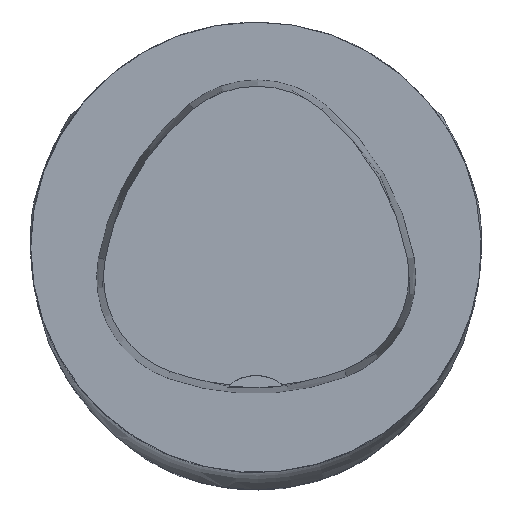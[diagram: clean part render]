
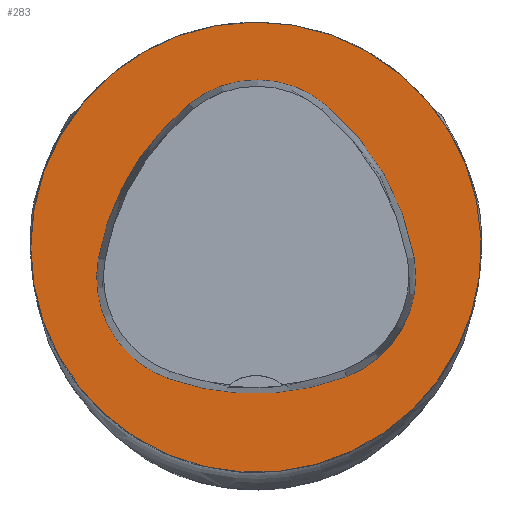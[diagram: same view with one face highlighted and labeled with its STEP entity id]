
A CAD part, top view. The second image highlights one B-rep face of the part: STEP entity #283.
In plain terms, the highlighted planar face has unit normal (0, 0, 1).
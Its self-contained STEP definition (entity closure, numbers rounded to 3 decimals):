
#112=FACE_BOUND('',#481,.T.);
#113=FACE_BOUND('',#482,.T.);
#159=CIRCLE('',#1554,31.5);
#177=CIRCLE('',#1602,36.);
#179=CIRCLE('',#1605,15.);
#181=CIRCLE('',#1608,36.);
#183=CIRCLE('',#1611,15.);
#187=CIRCLE('',#1616,36.);
#189=CIRCLE('',#1619,15.);
#283=ADVANCED_FACE('',(#112,#113),#329,.T.);
#329=PLANE('',#1624);
#481=EDGE_LOOP('',(#836,#837,#838,#839,#840,#841));
#482=EDGE_LOOP('',(#842));
#836=ORIENTED_EDGE('',*,*,#1219,.T.);
#837=ORIENTED_EDGE('',*,*,#1199,.T.);
#838=ORIENTED_EDGE('',*,*,#1203,.T.);
#839=ORIENTED_EDGE('',*,*,#1206,.T.);
#840=ORIENTED_EDGE('',*,*,#1209,.T.);
#841=ORIENTED_EDGE('',*,*,#1217,.T.);
#842=ORIENTED_EDGE('',*,*,#1158,.F.);
#1003=VERTEX_POINT('',#2388);
#1028=VERTEX_POINT('',#2489);
#1029=VERTEX_POINT('',#2490);
#1032=VERTEX_POINT('',#2498);
#1034=VERTEX_POINT('',#2504);
#1036=VERTEX_POINT('',#2510);
#1043=VERTEX_POINT('',#2531);
#1158=EDGE_CURVE('',#1003,#1003,#159,.T.);
#1199=EDGE_CURVE('',#1028,#1029,#177,.T.);
#1203=EDGE_CURVE('',#1029,#1032,#179,.T.);
#1206=EDGE_CURVE('',#1032,#1034,#181,.T.);
#1209=EDGE_CURVE('',#1034,#1036,#183,.T.);
#1217=EDGE_CURVE('',#1036,#1043,#187,.T.);
#1219=EDGE_CURVE('',#1043,#1028,#189,.T.);
#1554=AXIS2_PLACEMENT_3D('',#2387,#1830,#1831);
#1602=AXIS2_PLACEMENT_3D('',#2488,#1944,#1945);
#1605=AXIS2_PLACEMENT_3D('',#2497,#1952,#1953);
#1608=AXIS2_PLACEMENT_3D('',#2503,#1959,#1960);
#1611=AXIS2_PLACEMENT_3D('',#2509,#1966,#1967);
#1616=AXIS2_PLACEMENT_3D('',#2532,#1978,#1979);
#1619=AXIS2_PLACEMENT_3D('',#2535,#1984,#1985);
#1624=AXIS2_PLACEMENT_3D('',#2540,#1994,#1995);
#1830=DIRECTION('',(0.,0.,-1.));
#1831=DIRECTION('',(-1.,0.,0.));
#1944=DIRECTION('',(0.,0.,-1.));
#1945=DIRECTION('',(-1.,0.,0.));
#1952=DIRECTION('',(0.,0.,-1.));
#1953=DIRECTION('',(-1.,0.,0.));
#1959=DIRECTION('',(0.,0.,-1.));
#1960=DIRECTION('',(-1.,0.,0.));
#1966=DIRECTION('',(0.,0.,-1.));
#1967=DIRECTION('',(-1.,0.,0.));
#1978=DIRECTION('',(0.,0.,-1.));
#1979=DIRECTION('',(-1.,0.,0.));
#1984=DIRECTION('',(0.,0.,-1.));
#1985=DIRECTION('',(-1.,0.,0.));
#1994=DIRECTION('',(0.,0.,1.));
#1995=DIRECTION('',(1.,0.,0.));
#2387=CARTESIAN_POINT('',(0.,0.,0.));
#2388=CARTESIAN_POINT('',(-31.5,0.,0.));
#2488=CARTESIAN_POINT('',(13.398,-7.893,0.));
#2489=CARTESIAN_POINT('',(-22.041,-1.562,0.));
#2490=CARTESIAN_POINT('',(-9.317,20.036,0.));
#2497=CARTESIAN_POINT('',(0.148,8.399,0.));
#2498=CARTESIAN_POINT('',(9.779,19.898,0.));
#2503=CARTESIAN_POINT('',(-13.337,-7.7,0.));
#2504=CARTESIAN_POINT('',(22.122,-1.48,0.));
#2509=CARTESIAN_POINT('',(7.347,-4.071,0.));
#2510=CARTESIAN_POINT('',(12.693,-18.087,0.));
#2531=CARTESIAN_POINT('',(-12.373,-18.307,0.));
#2532=CARTESIAN_POINT('',(-0.137,15.55,0.));
#2535=CARTESIAN_POINT('',(-7.275,-4.2,0.));
#2540=CARTESIAN_POINT('',(0.,0.,0.));
